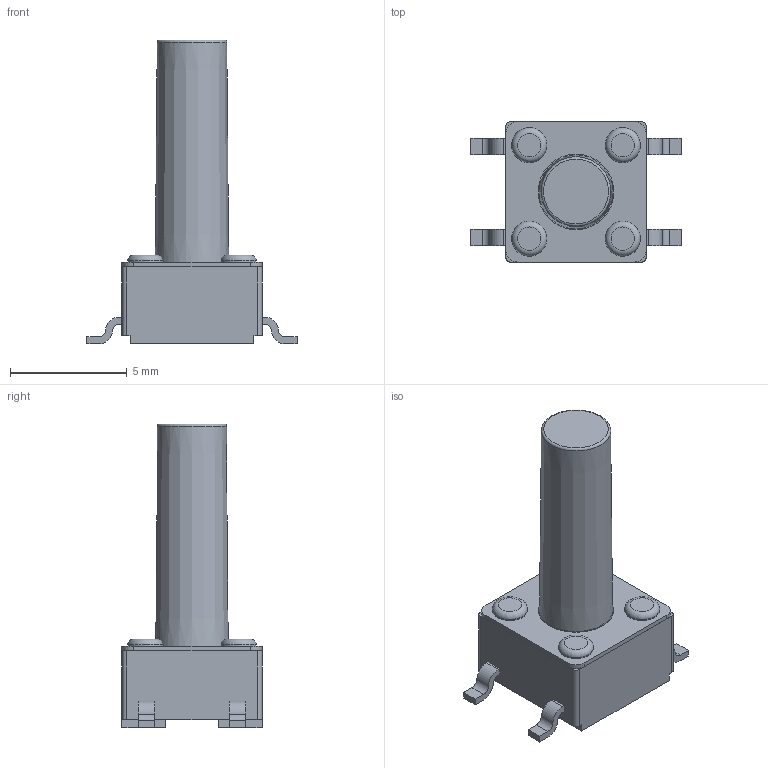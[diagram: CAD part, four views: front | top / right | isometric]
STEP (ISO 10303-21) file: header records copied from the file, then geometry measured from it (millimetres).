
FILE_DESCRIPTION(/* description */ (''),/* implementation_level */ '2;1');
FILE_NAME(/* name */ 'Yuandi TS-1095PS-A16B3-C3D2.step',/* time_stamp */ '2024-12-31T11:45:01+01:00',/* author */ (''),/* organization */ (''),/* preprocessor_version */ 'ST-DEVELOPER v20',/* originating_system */ 'Autodesk Translation Framework v13.20.0.188',/* authorisation */ '');
FILE_SCHEMA (('AUTOMOTIVE_DESIGN { 1 0 10303 214 3 1 1 }'));
Length unit declared in the file: millimetre
Products named in the file (1): Yuandi TS-1095PS-A16B3-C3D2
Bounding box: 9 x 6 x 13 mm (x, y, z)
Volume: 193.3 mm3; surface area: 319.8 mm2
Topology: 6 solids, 6 shells, 97 faces, 246 edges, 166 vertices
Faces by surface type: plane 57, cylinder 34, torus 5, cone 1
Full cylindrical faces by diameter (mm): 1.5 x8, 3.139 x1, 3.239 x1
Entity records: 3006 total; most frequent: DIRECTION 525, CARTESIAN_POINT 510, ORIENTED_EDGE 492, EDGE_CURVE 246, AXIS2_PLACEMENT_3D 181, VERTEX_POINT 166, LINE 163, VECTOR 163
